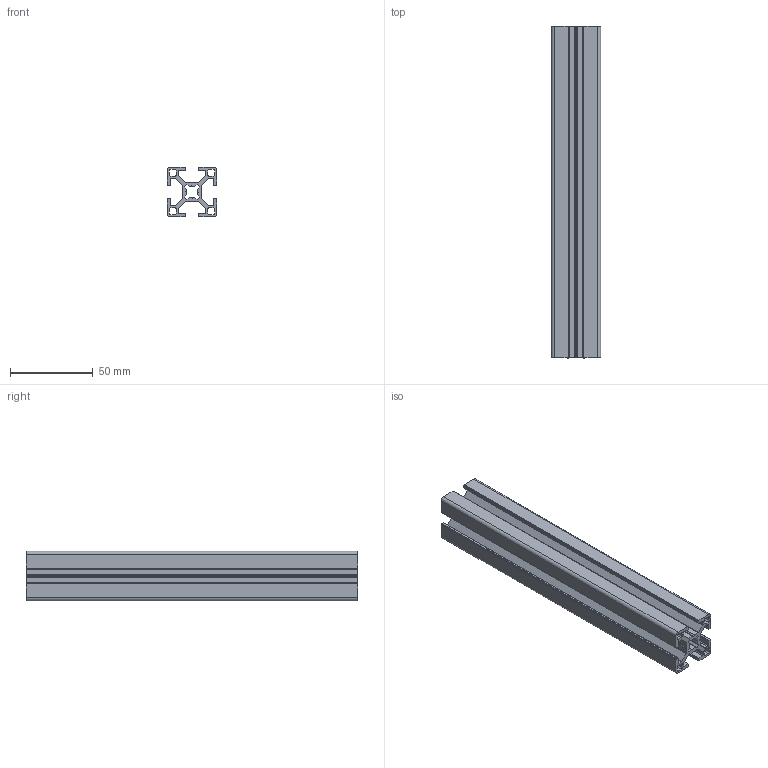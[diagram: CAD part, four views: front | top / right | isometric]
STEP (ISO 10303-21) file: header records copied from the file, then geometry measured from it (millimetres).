
FILE_DESCRIPTION (( 'STEP AP203' ), '1' );
FILE_NAME ('481990720_c_1.STEP', '2022-10-25T02:10:45', ( '' ), ( '' ), 'SwSTEP 2.0', 'SolidWorks 2014', '' );
FILE_SCHEMA (( 'CONFIG_CONTROL_DESIGN' ));
Length unit declared in the file: millimetre
Products named in the file (1): 481990720_c_1
Bounding box: 30 x 200 x 30 mm (x, y, z)
Volume: 62786 mm3; surface area: 66747.9 mm2
Topology: 1 solids, 1 shells, 188 faces, 558 edges, 372 vertices
Faces by surface type: plane 98, cylinder 90
Entity records: 6439 total; most frequent: CARTESIAN_POINT 1119, ORIENTED_EDGE 1116, DIRECTION 1116, EDGE_CURVE 558, LINE 378, VECTOR 378, VERTEX_POINT 372, AXIS2_PLACEMENT_3D 369
